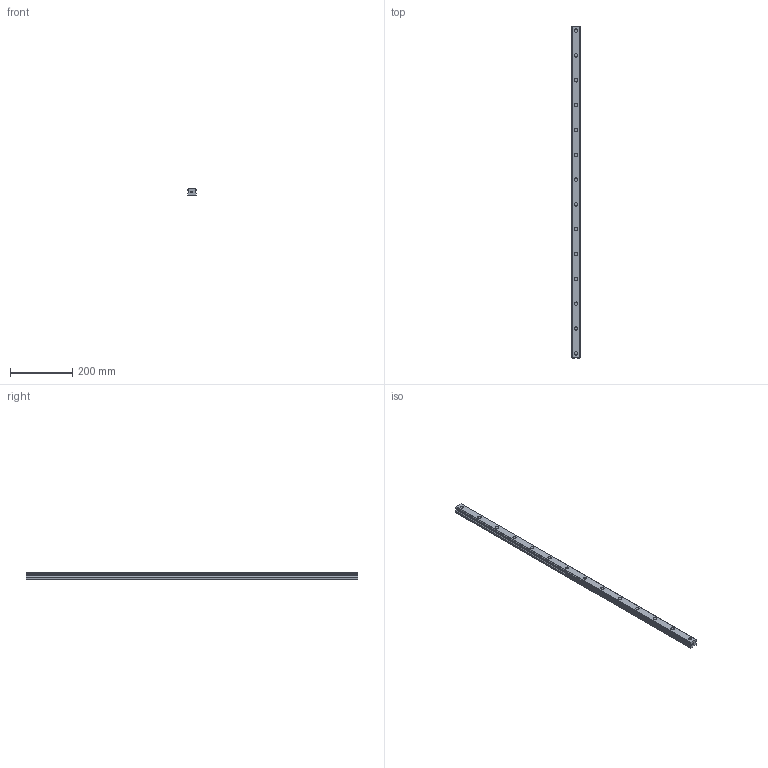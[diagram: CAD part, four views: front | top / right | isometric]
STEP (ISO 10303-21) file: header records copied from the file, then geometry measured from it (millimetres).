
FILE_DESCRIPTION(('STEP AP214'),'1');
FILE_NAME('cctmp_2FD83B84-22D1-442F-B5A8-6B2EDC1B2B2A_2021_02_10_11_14_51_0795..stp','2021-02-10T10:14:51',('HIWIN GmbH'),('CADClick - www.CADClick.com'),'Spatial InterOp 3D',' ','unknown authorization');
FILE_SCHEMA(('AUTOMOTIVE_DESIGN'));
Length unit declared in the file: millimetre
Products named in the file (1): EGR30R1070C_FILE
Bounding box: 28 x 1070 x 23 mm (x, y, z)
Volume: 597403.3 mm3; surface area: 121299.7 mm2
Topology: 1 solids, 1 shells, 229 faces, 543 edges, 362 vertices
Faces by surface type: plane 127, cylinder 102
Entity records: 8517 total; most frequent: DIRECTION 1207, CARTESIAN_POINT 1135, ORIENTED_EDGE 1086, EDGE_CURVE 543, AXIS2_PLACEMENT_3D 434, VERTEX_POINT 362, LINE 339, VECTOR 339
